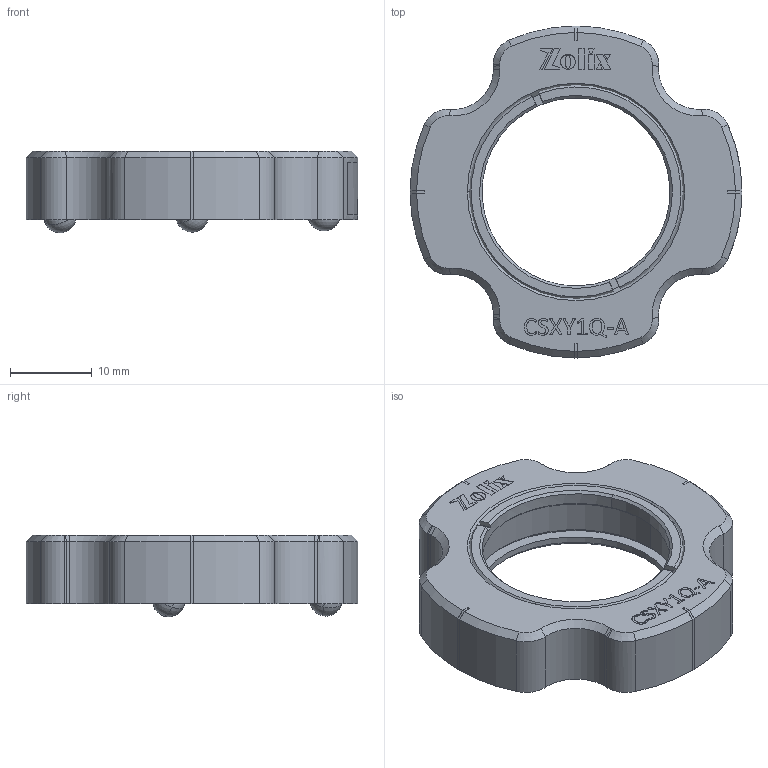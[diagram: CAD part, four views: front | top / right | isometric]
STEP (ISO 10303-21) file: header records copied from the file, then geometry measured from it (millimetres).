
FILE_DESCRIPTION (( 'STEP AP203' ), '1' );
FILE_NAME ('CSXY1Q-A.STEP', '2025-08-06T08:51:13', ( '' ), ( '' ), 'SwSTEP 2.0', 'SolidWorks 2020', '' );
FILE_SCHEMA (( 'CONFIG_CONTROL_DESIGN' ));
Length unit declared in the file: millimetre
Products named in the file (1): CSXY1Q-A
Bounding box: 40.6 x 40.6 x 9.98 mm (x, y, z)
Volume: 5813.7 mm3; surface area: 4392 mm2
Topology: 11 solids, 11 shells, 493 faces, 1287 edges, 834 vertices
Faces by surface type: plane 281, cylinder 70, bspline 68, cone 38, torus 24, sphere 12
Entity records: 18174 total; most frequent: CARTESIAN_POINT 6389, ORIENTED_EDGE 2538, DIRECTION 2207, EDGE_CURVE 1269, VECTOR 859, LINE 859, VERTEX_POINT 828, AXIS2_PLACEMENT_3D 674
